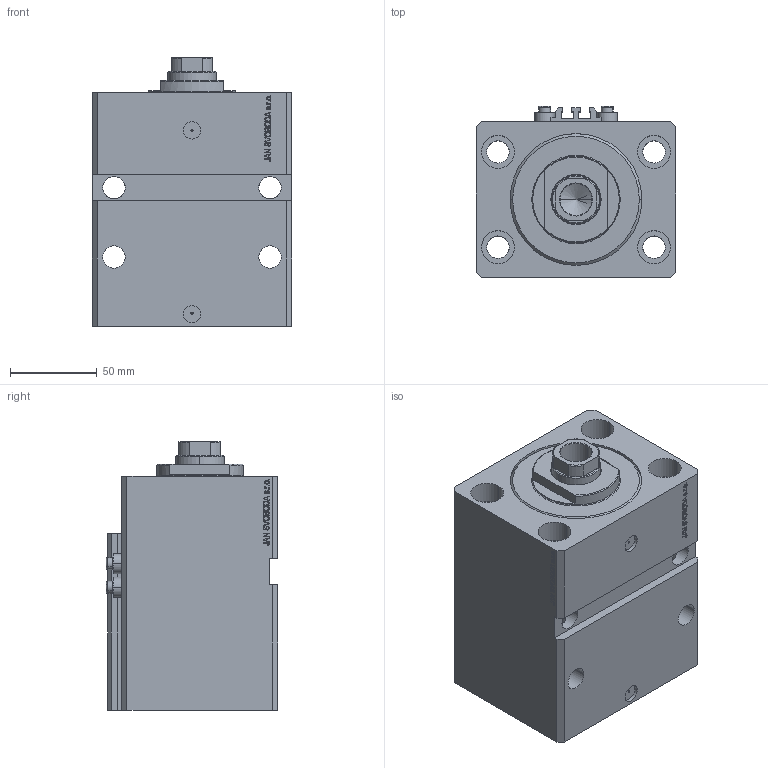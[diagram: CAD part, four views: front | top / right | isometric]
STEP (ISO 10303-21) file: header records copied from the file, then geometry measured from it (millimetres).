
FILE_DESCRIPTION (( 'STEP AP203' ), '1' );
FILE_NAME ('72c8.STEP', '2023-10-07T23:28:44', ( '' ), ( '' ), 'SwSTEP 2.0', 'SolidWorks 2019', '' );
FILE_SCHEMA (( 'CONFIG_CONTROL_DESIGN' ));
Length unit declared in the file: millimetre
Products named in the file (5): V250CE_VC_E 5ea789cd9b92e3dbcfe6ae22669a902c; V250CE_E_Body 5ea789cd9b92e3dbcfe6ae22669a902c; ALLEN BOLT V250CE 5ea789cd9b92e3dbcfe6ae22669a902c; 72c8; V250CE_C_VCP 5ea789cd9b92e3dbcfe6ae22669a902c
Assembly tree (7 placements, depth 2):
  72c8
    V250CE_E_Body 5ea789cd9b92e3dbcfe6ae22669a902c
    ALLEN BOLT V250CE 5ea789cd9b92e3dbcfe6ae22669a902c  x4
    V250CE_C_VCP 5ea789cd9b92e3dbcfe6ae22669a902c
    V250CE_VC_E 5ea789cd9b92e3dbcfe6ae22669a902c
Bounding box: 115 x 99 x 155 mm (x, y, z)
Volume: 1159308.2 mm3; surface area: 186656 mm2
Topology: 8 solids, 8 shells, 1127 faces, 2822 edges, 1823 vertices
Faces by surface type: plane 543, bspline 368, cylinder 146, cone 56, torus 14
Entity records: 49216 total; most frequent: CARTESIAN_POINT 25717, ORIENTED_EDGE 5334, DIRECTION 3485, EDGE_CURVE 2667, VERTEX_POINT 1739, VECTOR 1631, LINE 1631, EDGE_LOOP 1194
